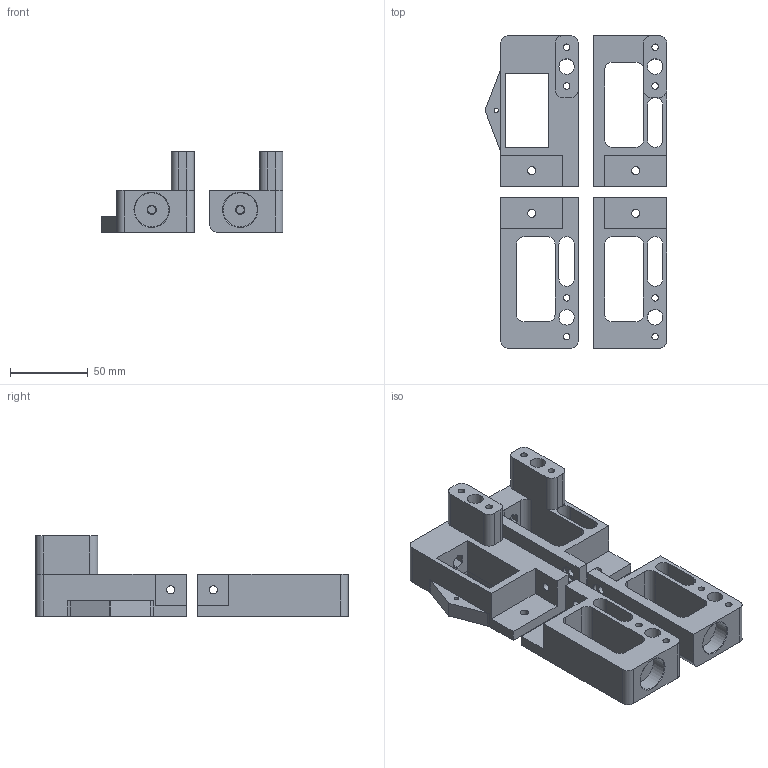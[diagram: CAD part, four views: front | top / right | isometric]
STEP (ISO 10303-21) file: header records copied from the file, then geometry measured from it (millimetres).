
FILE_DESCRIPTION(/* description */ (''),/* implementation_level */ '2;1');
FILE_NAME(/* name */ '脚垫-电源下置.stp',/* time_stamp */ '2024-09-28T23:35:54+08:00',/* author */ (''),/* organization */ (''),/* preprocessor_version */ 'ST-DEVELOPER v15.2',/* originating_system */ 'Autodesk Translator Framework v2.0.0.5431',/* authorisation */ '');
FILE_SCHEMA (('AUTOMOTIVE_DESIGN { 1 0 10303 214 3 1 1 }'));
Length unit declared in the file: centimetre
Products named in the file (1): 脚垫-电源下置
Bounding box: 117 x 201.5 x 52 mm (x, y, z)
Volume: 251683.5 mm3; surface area: 103441.4 mm2
Topology: 5 solids, 5 shells, 418 faces, 1004 edges, 619 vertices
Faces by surface type: plane 289, cylinder 83, cone 46
Full cylindrical faces by diameter (mm): 2.8 x4, 4.2 x8, 5.2 x13, 9 x8, 10 x12, 22 x4
Entity records: 11638 total; most frequent: DIRECTION 2009, CARTESIAN_POINT 1953, ORIENTED_EDGE 1840, EDGE_CURVE 920, AXIS2_PLACEMENT_3D 671, LINE 667, VECTOR 667, VERTEX_POINT 612
